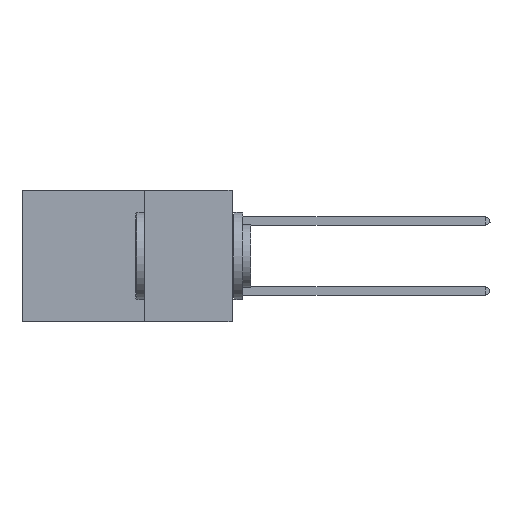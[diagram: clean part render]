
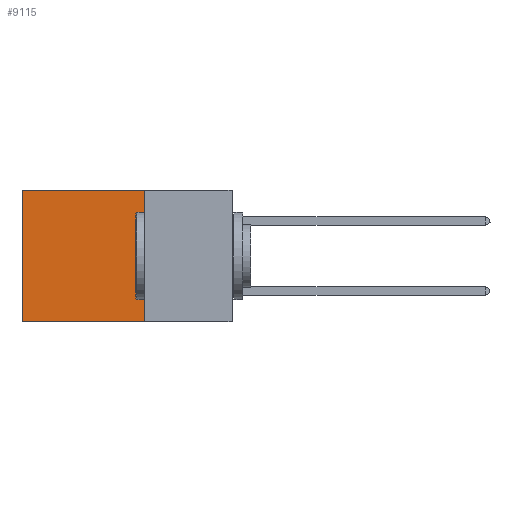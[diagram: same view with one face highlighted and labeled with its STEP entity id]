
A CAD part, left-side view. The second image highlights one B-rep face of the part: STEP entity #9115.
In plain terms, the highlighted planar face has unit normal (-1, 0, 0).
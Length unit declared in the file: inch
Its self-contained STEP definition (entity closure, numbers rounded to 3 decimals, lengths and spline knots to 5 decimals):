
#26 = CARTESIAN_POINT ( 'NONE',  ( 0.2875, 0.25, -0.375 ) ) ;
#1126 = LINE ( 'NONE', #26, #12955 ) ;
#1394 = DIRECTION ( 'NONE',  ( 0., 0., -1. ) ) ;
#2005 = LINE ( 'NONE', #6433, #2045 ) ;
#2045 = VECTOR ( 'NONE', #8820, 39.37008 ) ;
#2389 = DIRECTION ( 'NONE',  ( 0., 1., 0. ) ) ;
#3806 = EDGE_CURVE ( 'NONE', #12272, #13253, #8084, .T. ) ;
#4176 = CARTESIAN_POINT ( 'NONE',  ( 0.2875, 0.25, 0. ) ) ;
#4896 = PLANE ( 'NONE',  #10571 ) ;
#5415 = DIRECTION ( 'NONE',  ( 0., 0., -1. ) ) ;
#5448 = CARTESIAN_POINT ( 'NONE',  ( 0.2875, 0.25, 0. ) ) ;
#5715 = VECTOR ( 'NONE', #1394, 39.37008 ) ;
#6363 = ORIENTED_EDGE ( 'NONE', *, *, #13017, .F. ) ;
#6433 = CARTESIAN_POINT ( 'NONE',  ( 0.2875, 0.25, -0.375 ) ) ;
#6569 = CARTESIAN_POINT ( 'NONE',  ( 0.2875, 0.25, -0.375 ) ) ;
#6785 = CARTESIAN_POINT ( 'NONE',  ( 0.2875, 0.6, -0.375 ) ) ;
#7927 = CARTESIAN_POINT ( 'NONE',  ( 0.2875, 0.6, 0. ) ) ;
#8084 = LINE ( 'NONE', #11347, #5715 ) ;
#8156 = CARTESIAN_POINT ( 'NONE',  ( 0.2875, 0.25, -0.375 ) ) ;
#8236 = ORIENTED_EDGE ( 'NONE', *, *, #12764, .T. ) ;
#8820 = DIRECTION ( 'NONE',  ( 0., 1., 0. ) ) ;
#9083 = ORIENTED_EDGE ( 'NONE', *, *, #11674, .F. ) ;
#9115 = ADVANCED_FACE ( 'NONE', ( #9386 ), #4896, .F. ) ;
#9120 = EDGE_LOOP ( 'NONE', ( #9210, #9083, #6363, #8236 ) ) ;
#9210 = ORIENTED_EDGE ( 'NONE', *, *, #3806, .T. ) ;
#9386 = FACE_OUTER_BOUND ( 'NONE', #9120, .T. ) ;
#10226 = VERTEX_POINT ( 'NONE', #6569 ) ;
#10571 = AXIS2_PLACEMENT_3D ( 'NONE', #8156, #13895, #12735 ) ;
#11347 = CARTESIAN_POINT ( 'NONE',  ( 0.2875, 0.6, -0.375 ) ) ;
#11608 = VERTEX_POINT ( 'NONE', #4176 ) ;
#11674 = EDGE_CURVE ( 'NONE', #10226, #13253, #2005, .T. ) ;
#12272 = VERTEX_POINT ( 'NONE', #7927 ) ;
#12735 = DIRECTION ( 'NONE',  ( 0., 0., -1. ) ) ;
#12764 = EDGE_CURVE ( 'NONE', #11608, #12272, #14310, .T. ) ;
#12955 = VECTOR ( 'NONE', #5415, 39.37008 ) ;
#13017 = EDGE_CURVE ( 'NONE', #11608, #10226, #1126, .T. ) ;
#13253 = VERTEX_POINT ( 'NONE', #6785 ) ;
#13644 = VECTOR ( 'NONE', #2389, 39.37008 ) ;
#13895 = DIRECTION ( 'NONE',  ( 1., 0., 0. ) ) ;
#14310 = LINE ( 'NONE', #5448, #13644 ) ;
